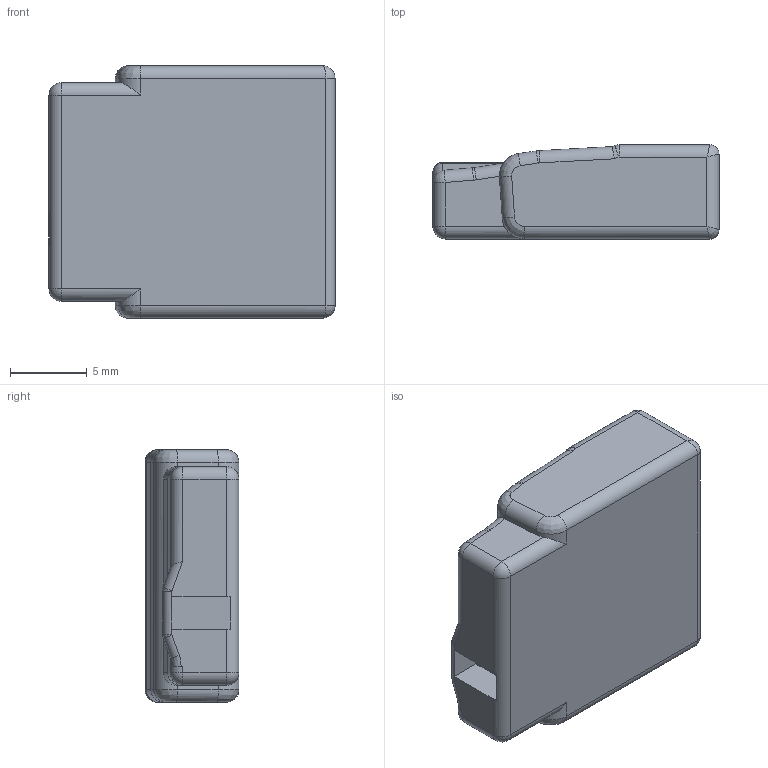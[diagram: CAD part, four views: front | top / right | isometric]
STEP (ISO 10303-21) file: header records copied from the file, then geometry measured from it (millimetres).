
FILE_DESCRIPTION (( 'STEP AP203' ), '1' );
FILE_NAME ('2773-403.step', '2024-11-06T21:09:31', ( '' ), ( '' ), 'SwSTEP 2.0', 'SolidWorks 2023', '' );
FILE_SCHEMA (( 'CONFIG_CONTROL_DESIGN' ));
Length unit declared in the file: millimetre
Products named in the file (1): 2773-403
Bounding box: 18.6 x 6.1 x 16.4 mm (x, y, z)
Volume: 1479.8 mm3; surface area: 1090.2 mm2
Topology: 1 solids, 1 shells, 150 faces, 388 edges, 237 vertices
Faces by surface type: plane 66, cylinder 63, bspline 11, sphere 6, torus 4
Entity records: 5156 total; most frequent: CARTESIAN_POINT 1575, ORIENTED_EDGE 764, DIRECTION 674, EDGE_CURVE 382, VERTEX_POINT 237, LINE 236, VECTOR 236, AXIS2_PLACEMENT_3D 219
